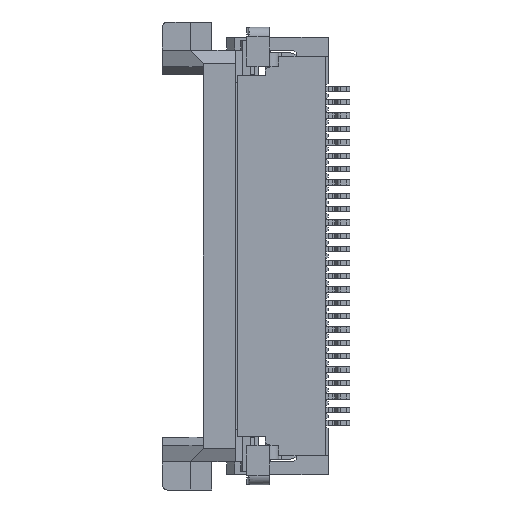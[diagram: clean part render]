
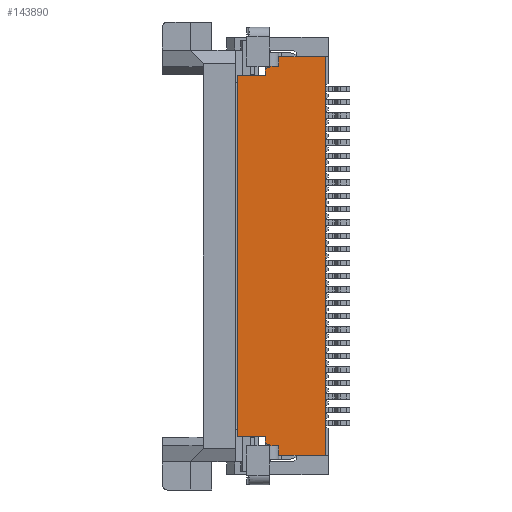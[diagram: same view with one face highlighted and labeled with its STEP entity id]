
A CAD part, left-side view. The second image highlights one B-rep face of the part: STEP entity #143890.
In plain terms, the highlighted face is planar.
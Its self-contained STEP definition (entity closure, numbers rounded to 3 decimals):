
#23940=CARTESIAN_POINT('',(0.5,34.15,-1.93));
#23950=VERTEX_POINT('',#23940);
#23980=CARTESIAN_POINT('',(0.5,34.25,-1.93));
#23990=DIRECTION('',(0.,1.,0.));
#24000=VECTOR('',#23990,1.);
#24010=LINE('',#23980,#24000);
#24020=CARTESIAN_POINT('',(0.5,32.4,-1.93));
#24030=VERTEX_POINT('',#24020);
#24040=EDGE_CURVE('',#24030,#23950,#24010,.T.);
#25060=CARTESIAN_POINT('',(0.5,31.9,-16.13));
#25070=VERTEX_POINT('',#25060);
#25100=CARTESIAN_POINT('',(0.5,31.9,-17.555));
#25110=DIRECTION('',(0.,0.,-1.));
#25120=VECTOR('',#25110,1.);
#25130=LINE('',#25100,#25120);
#25140=CARTESIAN_POINT('',(0.5,31.9,-16.38));
#25150=VERTEX_POINT('',#25140);
#25160=EDGE_CURVE('',#25070,#25150,#25130,.T.);
#26160=CARTESIAN_POINT('',(0.5,31.9,-2.38));
#26170=VERTEX_POINT('',#26160);
#26200=CARTESIAN_POINT('',(0.5,31.9,-1.205));
#26210=DIRECTION('',(0.,0.,1.));
#26220=VECTOR('',#26210,1.);
#26230=LINE('',#26200,#26220);
#26240=CARTESIAN_POINT('',(0.5,31.9,-2.63));
#26250=VERTEX_POINT('',#26240);
#26260=EDGE_CURVE('',#26250,#26170,#26230,.T.);
#27230=CARTESIAN_POINT('',(0.5,32.4,-1.205));
#27240=DIRECTION('',(0.,0.,1.));
#27250=VECTOR('',#27240,1.);
#27260=LINE('',#27230,#27250);
#27270=CARTESIAN_POINT('',(0.5,32.4,-2.28));
#27280=VERTEX_POINT('',#27270);
#27290=EDGE_CURVE('',#27280,#24030,#27260,.T.);
#44580=CARTESIAN_POINT('',(0.5,31.3,-2.28));
#44590=DIRECTION('',(0.,1.,0.));
#44600=VECTOR('',#44590,1.);
#44610=LINE('',#44580,#44600);
#44620=CARTESIAN_POINT('',(0.5,32.15,-2.28));
#44630=VERTEX_POINT('',#44620);
#44640=CARTESIAN_POINT('',(0.5,32.337,-2.28));
#44650=VERTEX_POINT('',#44640);
#44660=EDGE_CURVE('',#44630,#44650,#44610,.T.);
#47910=CARTESIAN_POINT('',(0.5,34.25,-2.63));
#47920=DIRECTION('',(0.,-1.,0.));
#47930=VECTOR('',#47920,1.);
#47940=LINE('',#47910,#47930);
#47950=CARTESIAN_POINT('',(0.5,30.85,-2.63));
#47960=VERTEX_POINT('',#47950);
#47970=EDGE_CURVE('',#26250,#47960,#47940,.T.);
#60540=CARTESIAN_POINT('',(0.5,32.4,-16.48));
#60550=VERTEX_POINT('',#60540);
#60580=CARTESIAN_POINT('',(0.5,32.4,-17.555));
#60590=DIRECTION('',(0.,0.,-1.));
#60600=VECTOR('',#60590,1.);
#60610=LINE('',#60580,#60600);
#60620=CARTESIAN_POINT('',(0.5,32.4,-16.83));
#60630=VERTEX_POINT('',#60620);
#60640=EDGE_CURVE('',#60550,#60630,#60610,.T.);
#64410=CARTESIAN_POINT('',(0.5,32.337,-16.48));
#64420=VERTEX_POINT('',#64410);
#65730=CARTESIAN_POINT('',(0.5,30.85,-16.13));
#65740=VERTEX_POINT('',#65730);
#65910=CARTESIAN_POINT('',(0.5,30.85,-16.74));
#65920=DIRECTION('',(0.,0.,-1.));
#65930=VECTOR('',#65920,1.);
#65940=LINE('',#65910,#65930);
#65950=EDGE_CURVE('',#47960,#65740,#65940,.T.);
#86600=CARTESIAN_POINT('',(0.5,34.25,-1.44));
#86610=DIRECTION('',(0.,0.928,
0.371));
#86620=VECTOR('',#86610,1.);
#86630=LINE('',#86600,#86620);
#86640=EDGE_CURVE('',#26170,#44630,#86630,.T.);
#130310=CARTESIAN_POINT('',(0.5,34.25,-2.28));
#130320=DIRECTION('',(0.,1.,0.));
#130330=VECTOR('',#130320,1.);
#130340=LINE('',#130310,#130330);
#130350=EDGE_CURVE('',#44650,#27280,#130340,.T.);
#139950=CARTESIAN_POINT('',(0.5,32.15,-16.48));
#139960=VERTEX_POINT('',#139950);
#139990=CARTESIAN_POINT('',(0.5,31.3,-16.48));
#140000=DIRECTION('',(0.,1.,0.));
#140010=VECTOR('',#140000,1.);
#140020=LINE('',#139990,#140010);
#140030=EDGE_CURVE('',#139960,#64420,#140020,.T.);
#140620=CARTESIAN_POINT('',(0.5,34.25,-17.32));
#140630=DIRECTION('',(0.,0.928,
-0.371));
#140640=VECTOR('',#140630,1.);
#140650=LINE('',#140620,#140640);
#140660=EDGE_CURVE('',#25150,#139960,#140650,.T.);
#143440=CARTESIAN_POINT('',(0.5,34.25,-19.555));
#143450=DIRECTION('',(-1.,0.,0.));
#143460=DIRECTION('',(0.,0.,1.));
#143470=AXIS2_PLACEMENT_3D('',#143440,#143450,#143460);
#143480=PLANE('',#143470);
#143490=CARTESIAN_POINT('',(0.5,34.25,-16.83));
#143500=DIRECTION('',(0.,1.,0.));
#143510=VECTOR('',#143500,1.);
#143520=LINE('',#143490,#143510);
#143530=CARTESIAN_POINT('',(0.5,34.15,-16.83));
#143540=VERTEX_POINT('',#143530);
#143550=EDGE_CURVE('',#60630,#143540,#143520,.T.);
#143560=ORIENTED_EDGE('',*,*,#143550,.T.);
#143570=ORIENTED_EDGE('',*,*,#60640,.T.);
#143580=CARTESIAN_POINT('',(0.5,34.25,-16.48));
#143590=DIRECTION('',(0.,1.,0.));
#143600=VECTOR('',#143590,1.);
#143610=LINE('',#143580,#143600);
#143620=EDGE_CURVE('',#64420,#60550,#143610,.T.);
#143630=ORIENTED_EDGE('',*,*,#143620,.T.);
#143640=ORIENTED_EDGE('',*,*,#140030,.T.);
#143650=ORIENTED_EDGE('',*,*,#140660,.T.);
#143660=ORIENTED_EDGE('',*,*,#25160,.T.);
#143670=CARTESIAN_POINT('',(0.5,34.25,-16.13));
#143680=DIRECTION('',(0.,-1.,0.));
#143690=VECTOR('',#143680,1.);
#143700=LINE('',#143670,#143690);
#143710=EDGE_CURVE('',#25070,#65740,#143700,.T.);
#143720=ORIENTED_EDGE('',*,*,#143710,.F.);
#143730=ORIENTED_EDGE('',*,*,#65950,.T.);
#143740=ORIENTED_EDGE('',*,*,#47970,.T.);
#143750=ORIENTED_EDGE('',*,*,#26260,.F.);
#143760=ORIENTED_EDGE('',*,*,#86640,.F.);
#143770=ORIENTED_EDGE('',*,*,#44660,.F.);
#143780=ORIENTED_EDGE('',*,*,#130350,.F.);
#143790=ORIENTED_EDGE('',*,*,#27290,.F.);
#143800=ORIENTED_EDGE('',*,*,#24040,.F.);
#143810=CARTESIAN_POINT('',(0.5,34.15,-19.02));
#143820=DIRECTION('',(0.,0.,-1.));
#143830=VECTOR('',#143820,1.);
#143840=LINE('',#143810,#143830);
#143850=EDGE_CURVE('',#23950,#143540,#143840,.T.);
#143860=ORIENTED_EDGE('',*,*,#143850,.F.);
#143870=EDGE_LOOP('',(#143860,#143800,#143790,#143780,#143770,#143760,
#143750,#143740,#143730,#143720,#143660,#143650,#143640,#143630,#143570,
#143560));
#143880=FACE_OUTER_BOUND('',#143870,.T.);
#143890=ADVANCED_FACE('',(#143880),#143480,.F.);
